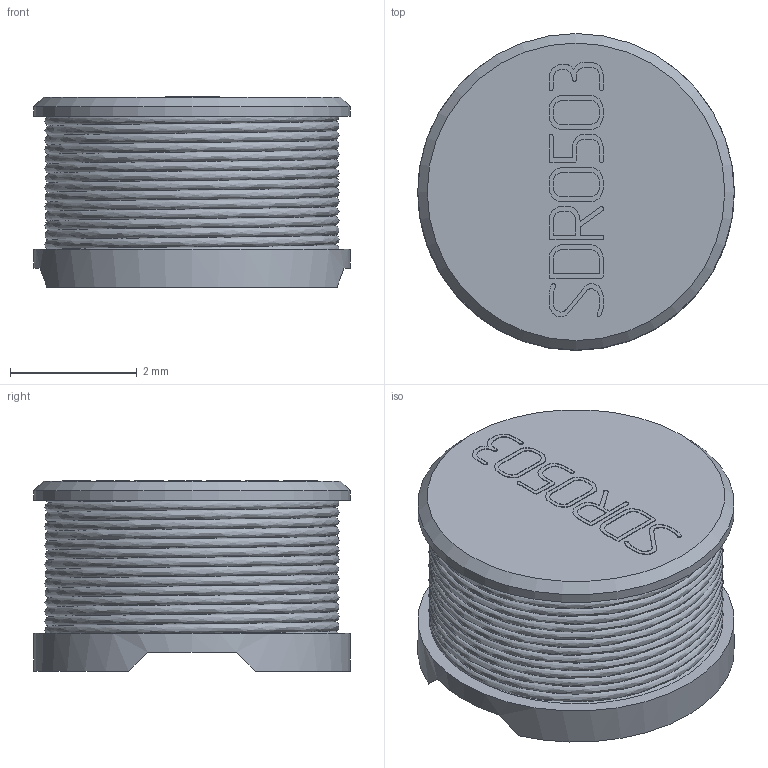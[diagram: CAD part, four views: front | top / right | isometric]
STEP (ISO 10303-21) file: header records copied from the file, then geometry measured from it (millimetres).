
FILE_DESCRIPTION(('STEP AP214'), '1');
FILE_NAME('SDR_inductor', '2019-03-02T22:16:52', ('Che'), (''), 'ASCON STEP Converter 1.3', 'ASCON Math Kernel', '');
FILE_SCHEMA(('AUTOMOTIVE_DESIGN { 1 0 10303 214 3 1 1}'));
Length unit declared in the file: millimetre
Bounding box: 5 x 5 x 3.01 mm (x, y, z)
Volume: 18.4 mm3; surface area: 182.2 mm2
Topology: 1 solids, 1 shells, 580 faces, 1689 edges, 1125 vertices
Faces by surface type: plane 542, cylinder 36, cone 1, bspline 1
Full cylindrical faces by diameter (mm): 5 x2
Entity records: 31542 total; most frequent: CARTESIAN_POINT 11457, ORIENTED_EDGE 3368, DIRECTION 2915, EDGE_CURVE 1684, LINE 1601, VECTOR 1601, VERTEX_POINT 1129, AXIS2_PLACEMENT_3D 657
